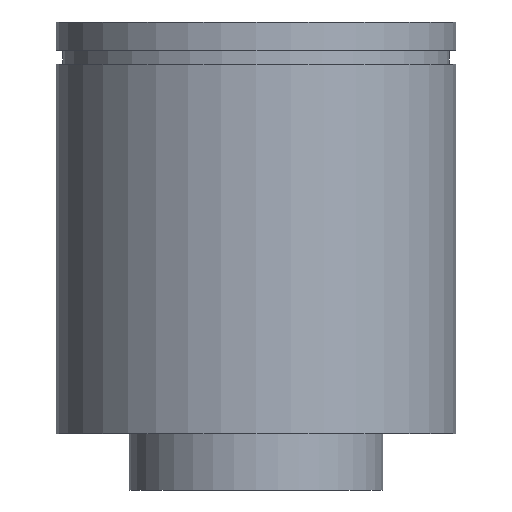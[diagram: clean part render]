
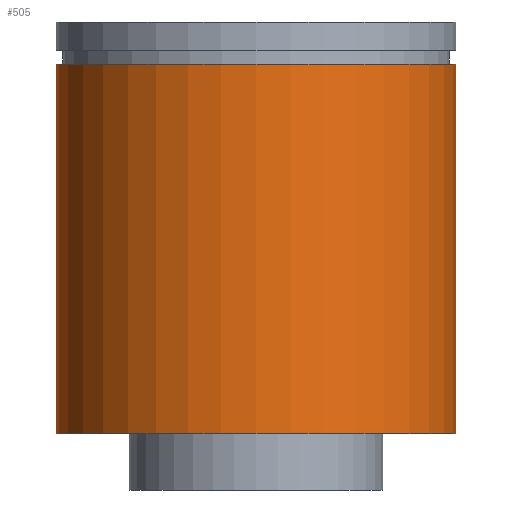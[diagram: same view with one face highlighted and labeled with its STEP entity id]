
A CAD part, front view. The second image highlights one B-rep face of the part: STEP entity #505.
In plain terms, the highlighted cylindrical face has radius 16 mm (diameter 32 mm), a partial arc.
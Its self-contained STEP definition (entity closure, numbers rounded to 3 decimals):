
#2 = VECTOR ( 'NONE', #426, 1000. ) ;
#17 = LINE ( 'NONE', #284, #2 ) ;
#55 = CYLINDRICAL_SURFACE ( 'NONE', #445, 16. ) ;
#73 = EDGE_CURVE ( 'NONE', #228, #531, #571, .T. ) ;
#99 = CIRCLE ( 'NONE', #410, 16. ) ;
#107 = AXIS2_PLACEMENT_3D ( 'NONE', #329, #288, #377 ) ;
#113 = CARTESIAN_POINT ( 'NONE',  ( -16., 0., 0. ) ) ;
#165 = CARTESIAN_POINT ( 'NONE',  ( -16., 0., 3.7 ) ) ;
#176 = EDGE_CURVE ( 'NONE', #531, #530, #99, .T. ) ;
#213 = DIRECTION ( 'NONE',  ( 0., 0., 1. ) ) ;
#228 = VERTEX_POINT ( 'NONE', #165 ) ;
#239 = CARTESIAN_POINT ( 'NONE',  ( -16., 0., 33.31 ) ) ;
#245 = VERTEX_POINT ( 'NONE', #567 ) ;
#255 = EDGE_LOOP ( 'NONE', ( #525, #558, #297, #447 ) ) ;
#284 = CARTESIAN_POINT ( 'NONE',  ( 16., 0., 0. ) ) ;
#288 = DIRECTION ( 'NONE',  ( 0., 0., 1. ) ) ;
#297 = ORIENTED_EDGE ( 'NONE', *, *, #388, .T. ) ;
#329 = CARTESIAN_POINT ( 'NONE',  ( 0., 0., 3.7 ) ) ;
#377 = DIRECTION ( 'NONE',  ( 1., 0., 0. ) ) ;
#378 = CIRCLE ( 'NONE', #107, 16. ) ;
#381 = CARTESIAN_POINT ( 'NONE',  ( 0., 0., 0. ) ) ;
#387 = DIRECTION ( 'NONE',  ( 1., 0., 0. ) ) ;
#388 = EDGE_CURVE ( 'NONE', #245, #530, #17, .T. ) ;
#399 = FACE_OUTER_BOUND ( 'NONE', #255, .T. ) ;
#402 = EDGE_CURVE ( 'NONE', #228, #245, #378, .T. ) ;
#410 = AXIS2_PLACEMENT_3D ( 'NONE', #560, #213, #605 ) ;
#426 = DIRECTION ( 'NONE',  ( 0., 0., 1. ) ) ;
#445 = AXIS2_PLACEMENT_3D ( 'NONE', #381, #485, #387 ) ;
#447 = ORIENTED_EDGE ( 'NONE', *, *, #176, .F. ) ;
#454 = DIRECTION ( 'NONE',  ( 0., 0., 1. ) ) ;
#485 = DIRECTION ( 'NONE',  ( 0., 0., 1. ) ) ;
#505 = ADVANCED_FACE ( 'NONE', ( #399 ), #55, .T. ) ;
#525 = ORIENTED_EDGE ( 'NONE', *, *, #73, .F. ) ;
#530 = VERTEX_POINT ( 'NONE', #544 ) ;
#531 = VERTEX_POINT ( 'NONE', #239 ) ;
#533 = VECTOR ( 'NONE', #454, 1000. ) ;
#544 = CARTESIAN_POINT ( 'NONE',  ( 16., 0., 33.31 ) ) ;
#558 = ORIENTED_EDGE ( 'NONE', *, *, #402, .T. ) ;
#560 = CARTESIAN_POINT ( 'NONE',  ( 0., 0., 33.31 ) ) ;
#567 = CARTESIAN_POINT ( 'NONE',  ( 16., 0., 3.7 ) ) ;
#571 = LINE ( 'NONE', #113, #533 ) ;
#605 = DIRECTION ( 'NONE',  ( 1., 0., 0. ) ) ;
